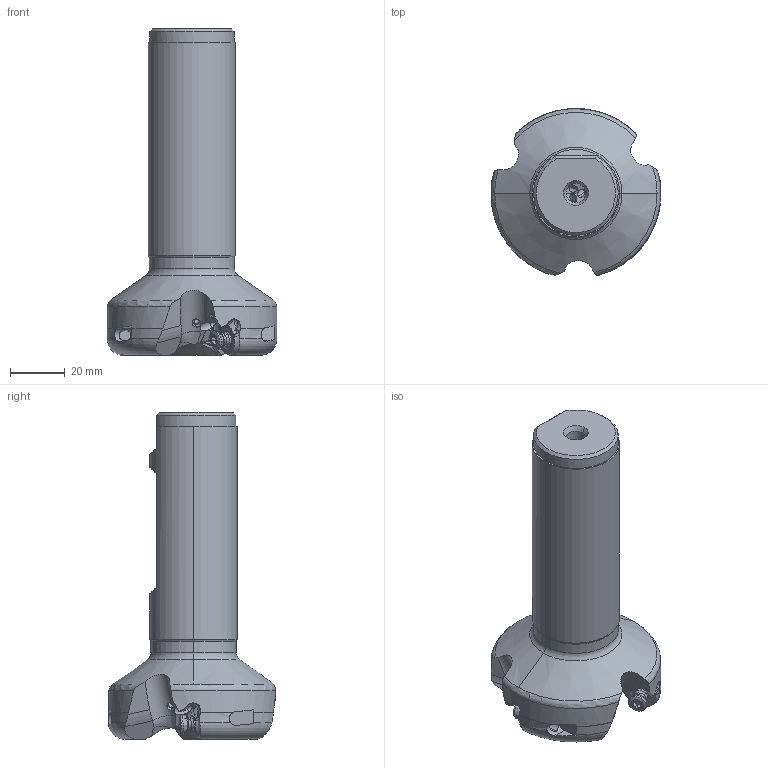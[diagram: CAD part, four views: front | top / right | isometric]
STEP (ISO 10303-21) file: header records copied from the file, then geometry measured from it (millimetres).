
FILE_DESCRIPTION(/* description */ (''),/* implementation_level */ '2;1');
FILE_NAME(/* name */ 'WWX400UR4003FA20M.stp',/* time_stamp */ '2020-04-21T17:34:11+09:00',/* author */ (''),/* organization */ (''),/* preprocessor_version */ 'ST-DEVELOPER v16',/* originating_system */ 'SIEMENS PLM Software NX 10.0',/* authorisation */ '');
FILE_SCHEMA (('AUTOMOTIVE_DESIGN { 1 0 10303 214 3 1 1 1 }'));
Length unit declared in the file: millimetre
Products named in the file (1): WWX400UR4003FA20M_ASM
Bounding box: 61.84 x 60.78 x 118.86 mm (x, y, z)
Volume: 121516.2 mm3; surface area: 22729.8 mm2
Topology: 4 solids, 4 shells, 404 faces, 1171 edges, 758 vertices
Faces by surface type: cylinder 150, plane 93, bspline 48, sphere 42, cone 31, torus 28, extrusion 12
Entity records: 29146 total; most frequent: CARTESIAN_POINT 19151, ORIENTED_EDGE 2286, DIRECTION 1812, EDGE_CURVE 1143, AXIS2_PLACEMENT_3D 772, VERTEX_POINT 752, B_SPLINE_CURVE_WITH_KNOTS 491, EDGE_LOOP 421
